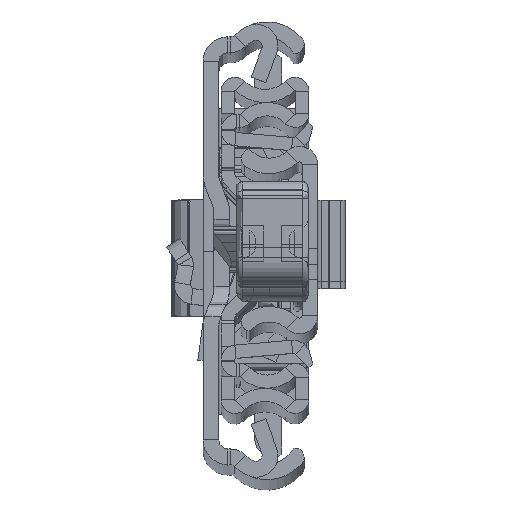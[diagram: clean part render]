
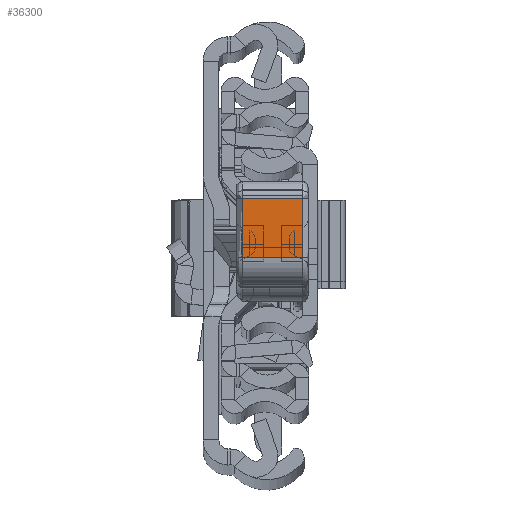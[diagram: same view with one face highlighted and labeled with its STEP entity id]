
A CAD part, top view. The second image highlights one B-rep face of the part: STEP entity #36300.
In plain terms, the highlighted face is planar.
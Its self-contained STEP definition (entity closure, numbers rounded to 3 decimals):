
#198 = EDGE_CURVE ( 'NONE', #8371, #26899, #27163, .T. ) ;
#385 = EDGE_LOOP ( 'NONE', ( #28770, #10084, #17637, #3260 ) ) ;
#1054 = CARTESIAN_POINT ( 'NONE',  ( 39.55, -12.274, 0. ) ) ;
#3260 = ORIENTED_EDGE ( 'NONE', *, *, #3520, .F. ) ;
#3520 = EDGE_CURVE ( 'NONE', #13967, #14773, #18873, .T. ) ;
#4209 = LINE ( 'NONE', #15922, #22948 ) ;
#6849 = PLANE ( 'NONE',  #24283 ) ;
#7353 = DIRECTION ( 'NONE',  ( 0.027, 1., 0. ) ) ;
#7373 = CARTESIAN_POINT ( 'NONE',  ( 39.55, -12.274, 0. ) ) ;
#7707 = EDGE_CURVE ( 'NONE', #26899, #13967, #25123, .T. ) ;
#8371 = VERTEX_POINT ( 'NONE', #17716 ) ;
#10084 = ORIENTED_EDGE ( 'NONE', *, *, #198, .F. ) ;
#11518 = VECTOR ( 'NONE', #22233, 1000. ) ;
#11795 = DIRECTION ( 'NONE',  ( -0.027, -1., 0. ) ) ;
#13967 = VERTEX_POINT ( 'NONE', #7373 ) ;
#14773 = VERTEX_POINT ( 'NONE', #24179 ) ;
#15363 = VECTOR ( 'NONE', #7353, 1000. ) ;
#15633 = EDGE_CURVE ( 'NONE', #14773, #8371, #4209, .T. ) ;
#15873 = CARTESIAN_POINT ( 'NONE',  ( 39.55, -12.274, -10. ) ) ;
#15922 = CARTESIAN_POINT ( 'NONE',  ( 39.818, -2.465, -11. ) ) ;
#17637 = ORIENTED_EDGE ( 'NONE', *, *, #15633, .F. ) ;
#17716 = CARTESIAN_POINT ( 'NONE',  ( 39.818, -2.465, -10. ) ) ;
#18754 = FACE_OUTER_BOUND ( 'NONE', #385, .T. ) ;
#18873 = LINE ( 'NONE', #1054, #15363 ) ;
#22233 = DIRECTION ( 'NONE',  ( 0., 0., 1. ) ) ;
#22948 = VECTOR ( 'NONE', #27591, 1000. ) ;
#24179 = CARTESIAN_POINT ( 'NONE',  ( 39.818, -2.465, 0. ) ) ;
#24204 = VECTOR ( 'NONE', #25081, 1000. ) ;
#24283 = AXIS2_PLACEMENT_3D ( 'NONE', #26167, #32120, #11795 ) ;
#25081 = DIRECTION ( 'NONE',  ( -0.027, -1., 0. ) ) ;
#25123 = LINE ( 'NONE', #31055, #11518 ) ;
#26167 = CARTESIAN_POINT ( 'NONE',  ( 39.55, -12.274, -11. ) ) ;
#26492 = CARTESIAN_POINT ( 'NONE',  ( 39.55, -12.274, -10. ) ) ;
#26899 = VERTEX_POINT ( 'NONE', #26492 ) ;
#27163 = LINE ( 'NONE', #15873, #24204 ) ;
#27591 = DIRECTION ( 'NONE',  ( 0., 0., -1. ) ) ;
#28770 = ORIENTED_EDGE ( 'NONE', *, *, #7707, .F. ) ;
#31055 = CARTESIAN_POINT ( 'NONE',  ( 39.55, -12.274, -11. ) ) ;
#32120 = DIRECTION ( 'NONE',  ( -1., 0.027, 0. ) ) ;
#36300 = ADVANCED_FACE ( 'NONE', ( #18754 ), #6849, .F. ) ;
